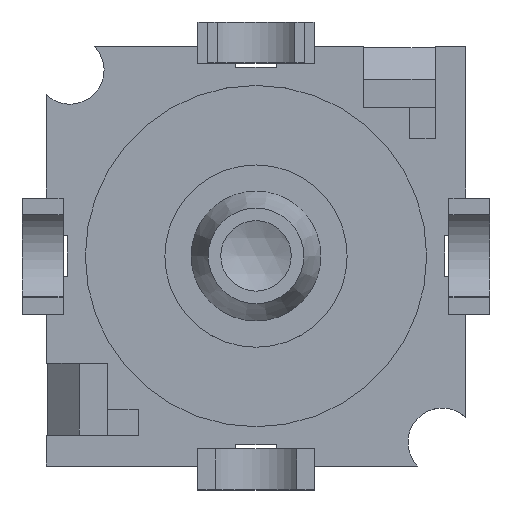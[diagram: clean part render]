
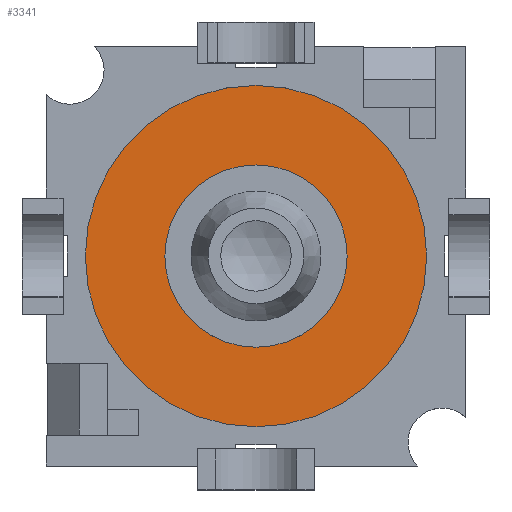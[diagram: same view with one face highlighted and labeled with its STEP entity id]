
A CAD part, top view. The second image highlights one B-rep face of the part: STEP entity #3341.
In plain terms, the highlighted planar face has unit normal (0, 0, 1).
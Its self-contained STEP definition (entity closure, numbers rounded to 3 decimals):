
#2433 = VERTEX_POINT('',#2434);
#2434 = CARTESIAN_POINT('',(5.,0.,0.7));
#2440 = EDGE_CURVE('',#2433,#2433,#2441,.T.);
#2441 = CIRCLE('',#2442,5.);
#2442 = AXIS2_PLACEMENT_3D('',#2443,#2444,#2445);
#2443 = CARTESIAN_POINT('',(0.,0.,0.7));
#2444 = DIRECTION('',(0.,0.,1.));
#2445 = DIRECTION('',(1.,0.,0.));
#3341 = ADVANCED_FACE('',(#3342,#3345),#3356,.T.);
#3342 = FACE_BOUND('',#3343,.T.);
#3343 = EDGE_LOOP('',(#3344));
#3344 = ORIENTED_EDGE('',*,*,#2440,.T.);
#3345 = FACE_BOUND('',#3346,.F.);
#3346 = EDGE_LOOP('',(#3347));
#3347 = ORIENTED_EDGE('',*,*,#3348,.T.);
#3348 = EDGE_CURVE('',#3349,#3349,#3351,.T.);
#3349 = VERTEX_POINT('',#3350);
#3350 = CARTESIAN_POINT('',(2.67,0.,0.7));
#3351 = CIRCLE('',#3352,2.67);
#3352 = AXIS2_PLACEMENT_3D('',#3353,#3354,#3355);
#3353 = CARTESIAN_POINT('',(0.,0.,0.7));
#3354 = DIRECTION('',(0.,0.,1.));
#3355 = DIRECTION('',(1.,0.,0.));
#3356 = PLANE('',#3357);
#3357 = AXIS2_PLACEMENT_3D('',#3358,#3359,#3360);
#3358 = CARTESIAN_POINT('',(0.,0.,0.7));
#3359 = DIRECTION('',(0.,0.,1.));
#3360 = DIRECTION('',(1.,0.,0.));
